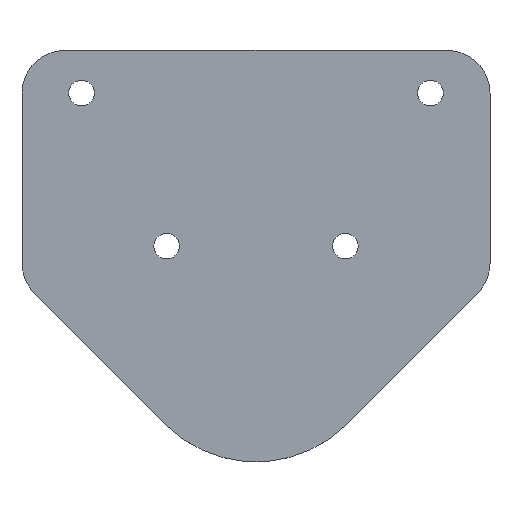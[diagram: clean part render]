
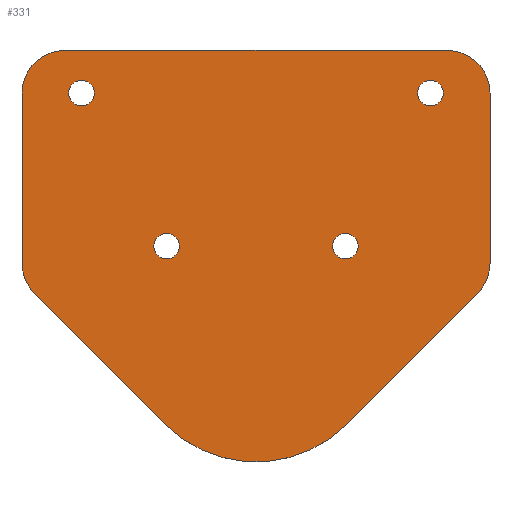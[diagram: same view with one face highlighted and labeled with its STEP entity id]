
A CAD part, top view. The second image highlights one B-rep face of the part: STEP entity #331.
In plain terms, the highlighted planar face has unit normal (0, 0, 1).
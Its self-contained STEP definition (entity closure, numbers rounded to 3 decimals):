
#55=CARTESIAN_POINT('',(55.0,-10.0,1.2));
#56=VERTEX_POINT('',#55);
#63=CARTESIAN_POINT('',(55.0,-50.,1.2));
#64=VERTEX_POINT('',#63);
#65=CARTESIAN_POINT('',(55.0,-10.0,1.2));
#66=DIRECTION('',(0.0,-1.0,0.0));
#67=VECTOR('',#66,1.0);
#68=LINE('',#65,#67);
#69=EDGE_CURVE('',#56,#64,#68,.T.);
#85=CARTESIAN_POINT('',(-45.0,0.0,1.2));
#86=VERTEX_POINT('',#85);
#87=CARTESIAN_POINT('',(45.0,0.0,1.2));
#88=VERTEX_POINT('',#87);
#89=CARTESIAN_POINT('',(-45.,0.0,1.2));
#90=DIRECTION('',(1.0,0.0,0.0));
#91=VECTOR('',#90,1.0);
#92=LINE('',#89,#91);
#93=EDGE_CURVE('',#86,#88,#92,.T.);
#125=CARTESIAN_POINT('',(-55.0,-50.0,1.2));
#126=VERTEX_POINT('',#125);
#127=CARTESIAN_POINT('',(-55.,-10.0,1.2));
#128=VERTEX_POINT('',#127);
#129=CARTESIAN_POINT('',(-55.0,-50.,1.2));
#130=DIRECTION('',(0.0,1.0,0.0));
#131=VECTOR('',#130,1.0);
#132=LINE('',#129,#131);
#133=EDGE_CURVE('',#126,#128,#132,.T.);
#165=CARTESIAN_POINT('',(-21.213,-87.929,1.2));
#166=VERTEX_POINT('',#165);
#167=CARTESIAN_POINT('',(-52.071,-57.071,1.2));
#168=VERTEX_POINT('',#167);
#169=CARTESIAN_POINT('',(-21.213,-87.929,1.2));
#170=DIRECTION('',(-0.707,0.707,0.0));
#171=VECTOR('',#170,1.);
#172=LINE('',#169,#171);
#173=EDGE_CURVE('',#166,#168,#172,.T.);
#215=CARTESIAN_POINT('',(52.071,-57.071,1.2));
#216=VERTEX_POINT('',#215);
#223=CARTESIAN_POINT('',(21.213,-87.929,1.2));
#224=VERTEX_POINT('',#223);
#225=CARTESIAN_POINT('',(52.071,-57.071,1.2));
#226=DIRECTION('',(-0.707,-0.707,0.0));
#227=VECTOR('',#226,1.);
#228=LINE('',#225,#227);
#229=EDGE_CURVE('',#216,#224,#228,.T.);
#240=CARTESIAN_POINT('',(-60.5,-101.432,1.2));
#241=DIRECTION('',(0.0,0.0,1.0));
#242=DIRECTION('',(1.0,0.0,0.0));
#243=AXIS2_PLACEMENT_3D('',#240,#241,#242);
#244=PLANE('',#243);
#245=ORIENTED_EDGE('',*,*,#69,.F.);
#246=CARTESIAN_POINT('',(45.0,-10.0,1.2));
#247=DIRECTION('',(0.0,0.0,1.0));
#248=DIRECTION('',(1.0,0.0,0.0));
#249=AXIS2_PLACEMENT_3D('',#246,#247,#248);
#250=CIRCLE('',#249,10.0);
#251=EDGE_CURVE('',#56,#88,#250,.T.);
#252=ORIENTED_EDGE('',*,*,#251,.T.);
#253=ORIENTED_EDGE('',*,*,#93,.F.);
#254=CARTESIAN_POINT('',(-45.0,-10.0,1.2));
#255=DIRECTION('',(0.0,0.0,1.0));
#256=DIRECTION('',(1.0,0.0,0.0));
#257=AXIS2_PLACEMENT_3D('',#254,#255,#256);
#258=CIRCLE('',#257,10.0);
#259=EDGE_CURVE('',#86,#128,#258,.T.);
#260=ORIENTED_EDGE('',*,*,#259,.T.);
#261=ORIENTED_EDGE('',*,*,#133,.F.);
#262=CARTESIAN_POINT('',(-45.0,-50.0,1.2));
#263=DIRECTION('',(0.0,0.0,1.0));
#264=DIRECTION('',(1.0,0.0,0.0));
#265=AXIS2_PLACEMENT_3D('',#262,#263,#264);
#266=CIRCLE('',#265,10.0);
#267=EDGE_CURVE('',#126,#168,#266,.T.);
#268=ORIENTED_EDGE('',*,*,#267,.T.);
#269=ORIENTED_EDGE('',*,*,#173,.F.);
#270=CARTESIAN_POINT('',(0.,-66.716,1.2));
#271=DIRECTION('',(0.0,0.0,1.0));
#272=DIRECTION('',(1.0,0.0,0.0));
#273=AXIS2_PLACEMENT_3D('',#270,#271,#272);
#274=CIRCLE('',#273,30.0);
#275=EDGE_CURVE('',#166,#224,#274,.T.);
#276=ORIENTED_EDGE('',*,*,#275,.T.);
#277=ORIENTED_EDGE('',*,*,#229,.F.);
#278=CARTESIAN_POINT('',(45.0,-50.,1.2));
#279=DIRECTION('',(0.0,0.0,1.0));
#280=DIRECTION('',(1.0,0.0,0.0));
#281=AXIS2_PLACEMENT_3D('',#278,#279,#280);
#282=CIRCLE('',#281,10.0);
#283=EDGE_CURVE('',#216,#64,#282,.T.);
#284=ORIENTED_EDGE('',*,*,#283,.T.);
#285=EDGE_LOOP('',(#245,#252,#253,#260,#261,#268,#269,#276,#277,#284));
#286=FACE_OUTER_BOUND('',#285,.T.);
#287=CARTESIAN_POINT('',(44.,-10.0,1.2));
#288=VERTEX_POINT('',#287);
#289=CARTESIAN_POINT('',(41.0,-10.0,1.2));
#290=DIRECTION('',(0.0,0.0,1.0));
#291=DIRECTION('',(1.0,0.0,0.0));
#292=AXIS2_PLACEMENT_3D('',#289,#290,#291);
#293=CIRCLE('',#292,3.0);
#294=EDGE_CURVE('',#288,#288,#293,.T.);
#295=ORIENTED_EDGE('',*,*,#294,.F.);
#296=EDGE_LOOP('',(#295));
#297=FACE_BOUND('',#296,.T.);
#298=CARTESIAN_POINT('',(-38.0,-10.0,1.2));
#299=VERTEX_POINT('',#298);
#300=CARTESIAN_POINT('',(-41.0,-10.0,1.2));
#301=DIRECTION('',(0.0,0.0,1.0));
#302=DIRECTION('',(1.0,0.0,0.0));
#303=AXIS2_PLACEMENT_3D('',#300,#301,#302);
#304=CIRCLE('',#303,3.0);
#305=EDGE_CURVE('',#299,#299,#304,.T.);
#306=ORIENTED_EDGE('',*,*,#305,.F.);
#307=EDGE_LOOP('',(#306));
#308=FACE_BOUND('',#307,.T.);
#309=CARTESIAN_POINT('',(24.0,-46.0,1.2));
#310=VERTEX_POINT('',#309);
#311=CARTESIAN_POINT('',(21.0,-46.0,1.2));
#312=DIRECTION('',(0.0,0.0,1.0));
#313=DIRECTION('',(1.0,0.0,0.0));
#314=AXIS2_PLACEMENT_3D('',#311,#312,#313);
#315=CIRCLE('',#314,3.0);
#316=EDGE_CURVE('',#310,#310,#315,.T.);
#317=ORIENTED_EDGE('',*,*,#316,.F.);
#318=EDGE_LOOP('',(#317));
#319=FACE_BOUND('',#318,.T.);
#320=CARTESIAN_POINT('',(-18.0,-46.0,1.2));
#321=VERTEX_POINT('',#320);
#322=CARTESIAN_POINT('',(-21.0,-46.0,1.2));
#323=DIRECTION('',(0.0,0.0,1.0));
#324=DIRECTION('',(1.0,0.0,0.0));
#325=AXIS2_PLACEMENT_3D('',#322,#323,#324);
#326=CIRCLE('',#325,3.0);
#327=EDGE_CURVE('',#321,#321,#326,.T.);
#328=ORIENTED_EDGE('',*,*,#327,.F.);
#329=EDGE_LOOP('',(#328));
#330=FACE_BOUND('',#329,.T.);
#331=ADVANCED_FACE('',(#286,#297,#308,#319,#330),#244,.T.);
